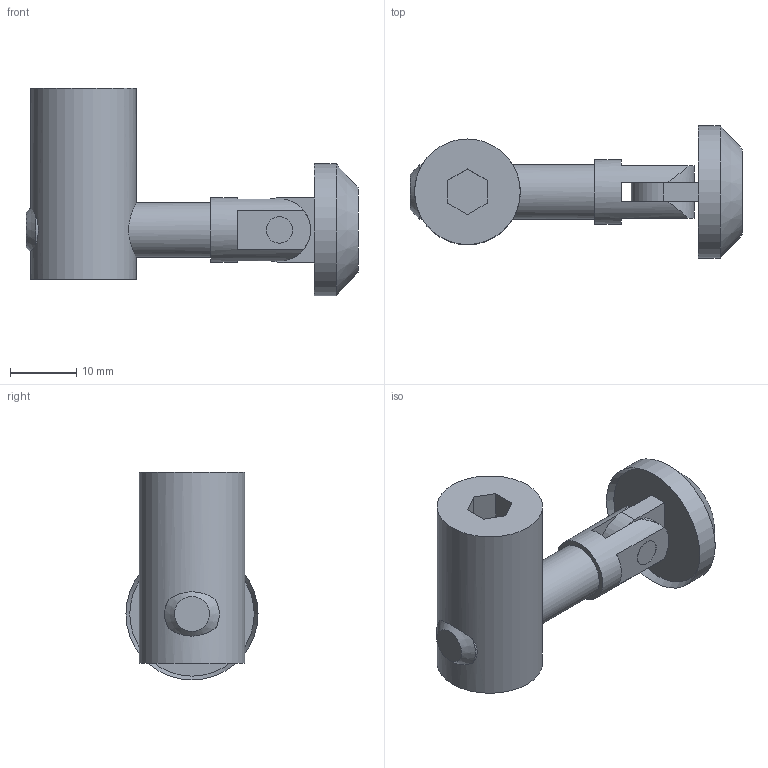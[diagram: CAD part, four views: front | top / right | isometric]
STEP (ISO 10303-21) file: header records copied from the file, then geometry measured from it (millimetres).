
FILE_DESCRIPTION(/* description */ (''),/* implementation_level */ '2;1');
FILE_NAME(/* name */ '128405',/* time_stamp */ '2014-10-06T12:13:08+02:00',/* author */ (''),/* organization */ (''),/* preprocessor_version */ 'ST-DEVELOPER v14',/* originating_system */ 'HiCAD 2013 1802.4 Build 509',/* authorisation */ '');
FILE_SCHEMA (('AUTOMOTIVE_DESIGN { 1 0 10303 214 1 1 1 1 }'));
Length unit declared in the file: millimetre
Products named in the file (3): Root; 128405Hoekverbinding 10 / GS-02BOIKON
Assembly tree (2 placements, depth 3):
  Root
    128405Hoekverbinding 10 / GS-02BOIKON
      (unnamed)
Bounding box: 50.3 x 20 x 31.5 mm (x, y, z)
Volume: 8617.2 mm3; surface area: 4315.1 mm2
Topology: 3 solids, 3 shells, 42 faces, 99 edges, 69 vertices
Faces by surface type: plane 26, cylinder 13, cone 3
Full cylindrical faces by diameter (mm): 4 x3, 4.1 x1, 8.3 x1, 9.8 x1, 16 x1, 20 x1
Entity records: 3336 total; most frequent: CARTESIAN_POINT 1599, DIRECTION 190, PRESENTATION_STYLE_ASSIGNMENT 161, COLOUR_RGB 159, DRAUGHTING_PRE_DEFINED_CURVE_FONT 158, CURVE_STYLE 158, OVER_RIDING_STYLED_ITEM 158, ORIENTED_EDGE 158
